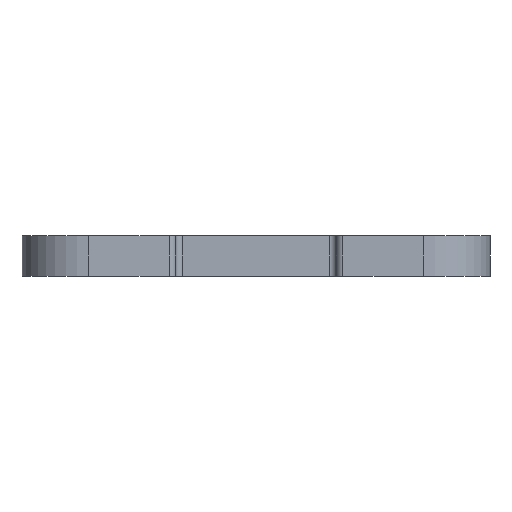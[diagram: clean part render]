
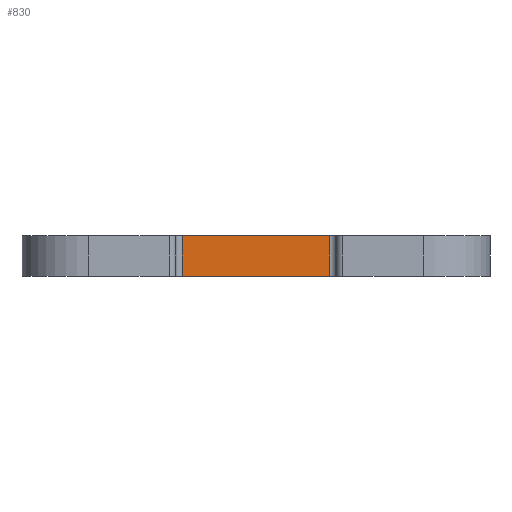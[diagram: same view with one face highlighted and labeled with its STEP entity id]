
A CAD part, front view. The second image highlights one B-rep face of the part: STEP entity #830.
In plain terms, the highlighted planar face has unit normal (0, -1, 0).
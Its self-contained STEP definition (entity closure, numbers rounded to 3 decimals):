
#29=PLANE('',#907);
#94=LINE('',#1364,#174);
#95=LINE('',#1367,#175);
#96=LINE('',#1369,#176);
#97=LINE('',#1370,#177);
#174=VECTOR('',#1113,3.);
#175=VECTOR('',#1116,11.);
#176=VECTOR('',#1117,11.);
#177=VECTOR('',#1118,3.);
#230=FACE_OUTER_BOUND('',#274,.T.);
#274=EDGE_LOOP('',(#653,#654,#655,#656));
#391=VERTEX_POINT('',#1360);
#392=VERTEX_POINT('',#1362);
#393=VERTEX_POINT('',#1366);
#394=VERTEX_POINT('',#1368);
#502=EDGE_CURVE('',#391,#392,#94,.T.);
#503=EDGE_CURVE('',#391,#393,#95,.T.);
#504=EDGE_CURVE('',#394,#392,#96,.T.);
#505=EDGE_CURVE('',#393,#394,#97,.T.);
#653=ORIENTED_EDGE('',*,*,#503,.F.);
#654=ORIENTED_EDGE('',*,*,#502,.T.);
#655=ORIENTED_EDGE('',*,*,#504,.F.);
#656=ORIENTED_EDGE('',*,*,#505,.F.);
#830=ADVANCED_FACE('',(#230),#29,.T.);
#907=AXIS2_PLACEMENT_3D('',#1365,#1114,#1115);
#1113=DIRECTION('',(0.,0.,1.));
#1114=DIRECTION('center_axis',(0.,-1.,0.));
#1115=DIRECTION('ref_axis',(1.,0.,0.));
#1116=DIRECTION('',(-1.,0.,0.));
#1117=DIRECTION('',(1.,0.,0.));
#1118=DIRECTION('',(0.,0.,1.));
#1360=CARTESIAN_POINT('',(5.5,-16.,0.));
#1362=CARTESIAN_POINT('',(5.5,-16.,3.));
#1364=CARTESIAN_POINT('',(5.5,-16.,0.));
#1365=CARTESIAN_POINT('Origin',(-5.5,-16.,0.));
#1366=CARTESIAN_POINT('',(-5.5,-16.,0.));
#1367=CARTESIAN_POINT('',(5.5,-16.,0.));
#1368=CARTESIAN_POINT('',(-5.5,-16.,3.));
#1369=CARTESIAN_POINT('',(5.5,-16.,3.));
#1370=CARTESIAN_POINT('',(-5.5,-16.,0.));
